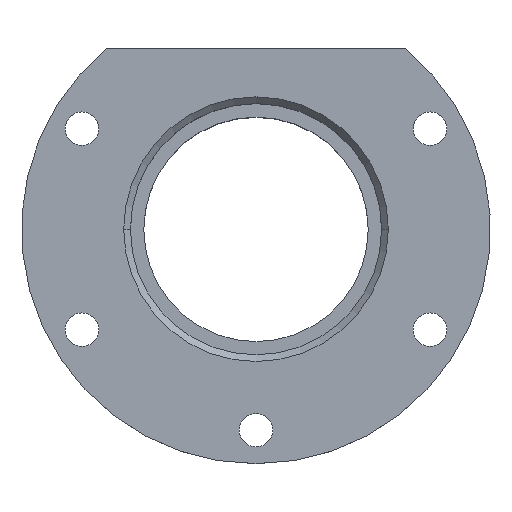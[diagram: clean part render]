
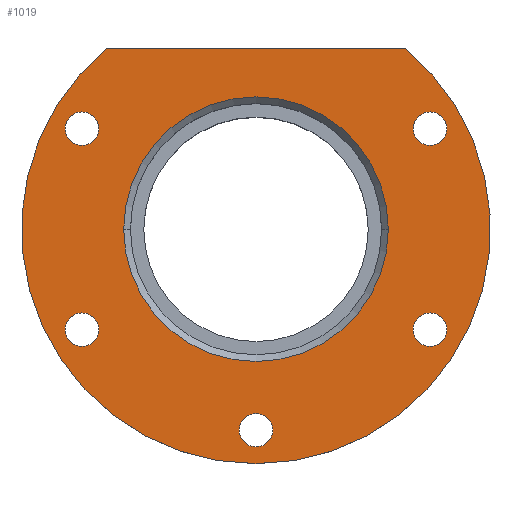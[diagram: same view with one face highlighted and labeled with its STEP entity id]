
A CAD part, top view. The second image highlights one B-rep face of the part: STEP entity #1019.
In plain terms, the highlighted face is planar.
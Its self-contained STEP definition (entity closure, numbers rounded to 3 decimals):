
#8 = CIRCLE ( 'NONE', #687, 2.5 ) ;
#16 = EDGE_LOOP ( 'NONE', ( #312, #280 ) ) ;
#26 = CARTESIAN_POINT ( 'NONE',  ( -25.981, 0., -12.5 ) ) ;
#43 = DIRECTION ( 'NONE',  ( 0., -1., 0. ) ) ;
#45 = VERTEX_POINT ( 'NONE', #1113 ) ;
#54 = CARTESIAN_POINT ( 'NONE',  ( -22.271, 0., 27. ) ) ;
#66 = VERTEX_POINT ( 'NONE', #162 ) ;
#72 = CARTESIAN_POINT ( 'NONE',  ( -19.75, 0., 0. ) ) ;
#82 = FACE_BOUND ( 'NONE', #16, .T. ) ;
#83 = AXIS2_PLACEMENT_3D ( 'NONE', #467, #1027, #365 ) ;
#87 = CIRCLE ( 'NONE', #1030, 2.5 ) ;
#90 = DIRECTION ( 'NONE',  ( 0., 1., 0. ) ) ;
#113 = EDGE_CURVE ( 'NONE', #578, #860, #589, .T. ) ;
#120 = VERTEX_POINT ( 'NONE', #812 ) ;
#124 = CARTESIAN_POINT ( 'NONE',  ( -25.981, 0., 12.5 ) ) ;
#128 = DIRECTION ( 'NONE',  ( 0., 1., 0. ) ) ;
#136 = AXIS2_PLACEMENT_3D ( 'NONE', #752, #90, #659 ) ;
#143 = CARTESIAN_POINT ( 'NONE',  ( 25.981, 0., -15. ) ) ;
#149 = DIRECTION ( 'NONE',  ( 0., 0., 1. ) ) ;
#162 = CARTESIAN_POINT ( 'NONE',  ( -25.981, 0., -17.5 ) ) ;
#165 = ORIENTED_EDGE ( 'NONE', *, *, #527, .T. ) ;
#173 = FACE_BOUND ( 'NONE', #256, .T. ) ;
#178 = AXIS2_PLACEMENT_3D ( 'NONE', #787, #128, #698 ) ;
#180 = EDGE_CURVE ( 'NONE', #363, #1062, #756, .T. ) ;
#182 = DIRECTION ( 'NONE',  ( -1., 0., 0. ) ) ;
#192 = AXIS2_PLACEMENT_3D ( 'NONE', #143, #897, #236 ) ;
#195 = DIRECTION ( 'NONE',  ( 0., 1., 0. ) ) ;
#216 = AXIS2_PLACEMENT_3D ( 'NONE', #244, #809, #149 ) ;
#224 = EDGE_LOOP ( 'NONE', ( #413, #1119 ) ) ;
#228 = DIRECTION ( 'NONE',  ( 0., 1., 0. ) ) ;
#236 = DIRECTION ( 'NONE',  ( 0., 0., 1. ) ) ;
#242 = EDGE_CURVE ( 'NONE', #902, #1123, #699, .T. ) ;
#244 = CARTESIAN_POINT ( 'NONE',  ( 25.981, 0., 15. ) ) ;
#256 = EDGE_LOOP ( 'NONE', ( #831, #963 ) ) ;
#257 = CARTESIAN_POINT ( 'NONE',  ( 25.981, 0., 12.5 ) ) ;
#270 = CARTESIAN_POINT ( 'NONE',  ( -25.981, 0., 15. ) ) ;
#280 = ORIENTED_EDGE ( 'NONE', *, *, #180, .T. ) ;
#295 = CIRCLE ( 'NONE', #192, 2.5 ) ;
#312 = ORIENTED_EDGE ( 'NONE', *, *, #1143, .T. ) ;
#324 = EDGE_LOOP ( 'NONE', ( #920, #165, #866 ) ) ;
#338 = VERTEX_POINT ( 'NONE', #584 ) ;
#342 = CARTESIAN_POINT ( 'NONE',  ( -25.981, 0., 15. ) ) ;
#363 = VERTEX_POINT ( 'NONE', #391 ) ;
#364 = DIRECTION ( 'NONE',  ( 0., 0., 1. ) ) ;
#365 = DIRECTION ( 'NONE',  ( 0., 0., -1. ) ) ;
#374 = AXIS2_PLACEMENT_3D ( 'NONE', #793, #228, #888 ) ;
#389 = EDGE_LOOP ( 'NONE', ( #797, #538 ) ) ;
#391 = CARTESIAN_POINT ( 'NONE',  ( 0., 0., -32.5 ) ) ;
#413 = ORIENTED_EDGE ( 'NONE', *, *, #517, .T. ) ;
#414 = ORIENTED_EDGE ( 'NONE', *, *, #819, .T. ) ;
#440 = DIRECTION ( 'NONE',  ( 0., 0., 1. ) ) ;
#443 = DIRECTION ( 'NONE',  ( 0., 0., 1. ) ) ;
#450 = DIRECTION ( 'NONE',  ( 0., 0., 1. ) ) ;
#453 = AXIS2_PLACEMENT_3D ( 'NONE', #536, #1012, #443 ) ;
#461 = EDGE_LOOP ( 'NONE', ( #657, #918 ) ) ;
#466 = EDGE_CURVE ( 'NONE', #1132, #66, #900, .T. ) ;
#467 = CARTESIAN_POINT ( 'NONE',  ( 0., 0., 0. ) ) ;
#486 = AXIS2_PLACEMENT_3D ( 'NONE', #846, #195, #754 ) ;
#512 = DIRECTION ( 'NONE',  ( 0., 1., 0. ) ) ;
#513 = AXIS2_PLACEMENT_3D ( 'NONE', #1158, #603, #789 ) ;
#517 = EDGE_CURVE ( 'NONE', #1123, #902, #1120, .T. ) ;
#522 = CARTESIAN_POINT ( 'NONE',  ( 0., 0., 0. ) ) ;
#527 = EDGE_CURVE ( 'NONE', #45, #120, #653, .T. ) ;
#529 = CIRCLE ( 'NONE', #672, 2.5 ) ;
#536 = CARTESIAN_POINT ( 'NONE',  ( -25.981, 0., -15. ) ) ;
#538 = ORIENTED_EDGE ( 'NONE', *, *, #833, .T. ) ;
#546 = CARTESIAN_POINT ( 'NONE',  ( 25.981, 0., 15. ) ) ;
#556 = CARTESIAN_POINT ( 'NONE',  ( 22.271, 0., 27. ) ) ;
#578 = VERTEX_POINT ( 'NONE', #784 ) ;
#579 = FACE_BOUND ( 'NONE', #844, .T. ) ;
#584 = CARTESIAN_POINT ( 'NONE',  ( 25.981, 0., -17.5 ) ) ;
#589 = CIRCLE ( 'NONE', #216, 2.5 ) ;
#592 = CARTESIAN_POINT ( 'NONE',  ( 19.75, 0., 0. ) ) ;
#603 = DIRECTION ( 'NONE',  ( 0., 1., 0. ) ) ;
#614 = FACE_BOUND ( 'NONE', #461, .T. ) ;
#623 = PLANE ( 'NONE',  #654 ) ;
#653 = CIRCLE ( 'NONE', #83, 35. ) ;
#654 = AXIS2_PLACEMENT_3D ( 'NONE', #522, #1167, #1177 ) ;
#657 = ORIENTED_EDGE ( 'NONE', *, *, #113, .T. ) ;
#659 = DIRECTION ( 'NONE',  ( 0., 0., -1. ) ) ;
#672 = AXIS2_PLACEMENT_3D ( 'NONE', #342, #1005, #440 ) ;
#687 = AXIS2_PLACEMENT_3D ( 'NONE', #546, #930, #450 ) ;
#698 = DIRECTION ( 'NONE',  ( 0., 0., -1. ) ) ;
#699 = CIRCLE ( 'NONE', #178, 19.75 ) ;
#710 = CARTESIAN_POINT ( 'NONE',  ( -25.981, 0., 17.5 ) ) ;
#735 = LINE ( 'NONE', #556, #1165 ) ;
#752 = CARTESIAN_POINT ( 'NONE',  ( 0., 0., 0. ) ) ;
#754 = DIRECTION ( 'NONE',  ( 0., 0., 1. ) ) ;
#756 = CIRCLE ( 'NONE', #882, 2.5 ) ;
#769 = EDGE_CURVE ( 'NONE', #1127, #783, #87, .T. ) ;
#783 = VERTEX_POINT ( 'NONE', #710 ) ;
#784 = CARTESIAN_POINT ( 'NONE',  ( 25.981, 0., 17.5 ) ) ;
#785 = VERTEX_POINT ( 'NONE', #1036 ) ;
#787 = CARTESIAN_POINT ( 'NONE',  ( 0., 0., 0. ) ) ;
#789 = DIRECTION ( 'NONE',  ( 0., 0., 1. ) ) ;
#793 = CARTESIAN_POINT ( 'NONE',  ( 25.981, 0., -15. ) ) ;
#797 = ORIENTED_EDGE ( 'NONE', *, *, #466, .T. ) ;
#802 = FACE_OUTER_BOUND ( 'NONE', #324, .T. ) ;
#803 = CIRCLE ( 'NONE', #374, 2.5 ) ;
#809 = DIRECTION ( 'NONE',  ( 0., 1., 0. ) ) ;
#812 = CARTESIAN_POINT ( 'NONE',  ( 22.271, 0., 27. ) ) ;
#819 = EDGE_CURVE ( 'NONE', #783, #1127, #529, .T. ) ;
#829 = FACE_BOUND ( 'NONE', #224, .T. ) ;
#831 = ORIENTED_EDGE ( 'NONE', *, *, #1068, .T. ) ;
#833 = EDGE_CURVE ( 'NONE', #66, #1132, #1001, .T. ) ;
#840 = EDGE_CURVE ( 'NONE', #860, #578, #8, .T. ) ;
#844 = EDGE_LOOP ( 'NONE', ( #414, #1021 ) ) ;
#846 = CARTESIAN_POINT ( 'NONE',  ( -25.981, 0., -15. ) ) ;
#859 = CIRCLE ( 'NONE', #1136, 35. ) ;
#860 = VERTEX_POINT ( 'NONE', #257 ) ;
#866 = ORIENTED_EDGE ( 'NONE', *, *, #907, .T. ) ;
#882 = AXIS2_PLACEMENT_3D ( 'NONE', #1169, #512, #1079 ) ;
#888 = DIRECTION ( 'NONE',  ( 0., 0., 1. ) ) ;
#897 = DIRECTION ( 'NONE',  ( 0., 1., 0. ) ) ;
#900 = CIRCLE ( 'NONE', #486, 2.5 ) ;
#902 = VERTEX_POINT ( 'NONE', #72 ) ;
#907 = EDGE_CURVE ( 'NONE', #120, #1020, #735, .T. ) ;
#918 = ORIENTED_EDGE ( 'NONE', *, *, #840, .T. ) ;
#920 = ORIENTED_EDGE ( 'NONE', *, *, #986, .T. ) ;
#930 = DIRECTION ( 'NONE',  ( 0., 1., 0. ) ) ;
#933 = DIRECTION ( 'NONE',  ( 0., 1., 0. ) ) ;
#940 = CIRCLE ( 'NONE', #513, 2.5 ) ;
#963 = ORIENTED_EDGE ( 'NONE', *, *, #1032, .T. ) ;
#986 = EDGE_CURVE ( 'NONE', #1020, #45, #859, .T. ) ;
#995 = CARTESIAN_POINT ( 'NONE',  ( 0., 0., -27.5 ) ) ;
#1001 = CIRCLE ( 'NONE', #453, 2.5 ) ;
#1005 = DIRECTION ( 'NONE',  ( 0., 1., 0. ) ) ;
#1012 = DIRECTION ( 'NONE',  ( 0., 1., 0. ) ) ;
#1019 = ADVANCED_FACE ( 'NONE', ( #829, #82, #173, #614, #579, #1052, #802 ), #623, .T. ) ;
#1020 = VERTEX_POINT ( 'NONE', #54 ) ;
#1021 = ORIENTED_EDGE ( 'NONE', *, *, #769, .T. ) ;
#1027 = DIRECTION ( 'NONE',  ( 0., -1., 0. ) ) ;
#1030 = AXIS2_PLACEMENT_3D ( 'NONE', #270, #933, #364 ) ;
#1032 = EDGE_CURVE ( 'NONE', #338, #785, #295, .T. ) ;
#1036 = CARTESIAN_POINT ( 'NONE',  ( 25.981, 0., -12.5 ) ) ;
#1052 = FACE_BOUND ( 'NONE', #389, .T. ) ;
#1062 = VERTEX_POINT ( 'NONE', #995 ) ;
#1068 = EDGE_CURVE ( 'NONE', #785, #338, #803, .T. ) ;
#1079 = DIRECTION ( 'NONE',  ( 0., 0., 1. ) ) ;
#1089 = CARTESIAN_POINT ( 'NONE',  ( 0., 0., 0. ) ) ;
#1113 = CARTESIAN_POINT ( 'NONE',  ( 0., 0., -35. ) ) ;
#1119 = ORIENTED_EDGE ( 'NONE', *, *, #242, .T. ) ;
#1120 = CIRCLE ( 'NONE', #136, 19.75 ) ;
#1123 = VERTEX_POINT ( 'NONE', #592 ) ;
#1127 = VERTEX_POINT ( 'NONE', #124 ) ;
#1132 = VERTEX_POINT ( 'NONE', #26 ) ;
#1136 = AXIS2_PLACEMENT_3D ( 'NONE', #1089, #43, #1171 ) ;
#1143 = EDGE_CURVE ( 'NONE', #1062, #363, #940, .T. ) ;
#1158 = CARTESIAN_POINT ( 'NONE',  ( 0., 0., -30. ) ) ;
#1165 = VECTOR ( 'NONE', #182, 1000. ) ;
#1167 = DIRECTION ( 'NONE',  ( 0., -1., 0. ) ) ;
#1169 = CARTESIAN_POINT ( 'NONE',  ( 0., 0., -30. ) ) ;
#1171 = DIRECTION ( 'NONE',  ( 0., 0., -1. ) ) ;
#1177 = DIRECTION ( 'NONE',  ( 0., 0., -1. ) ) ;
